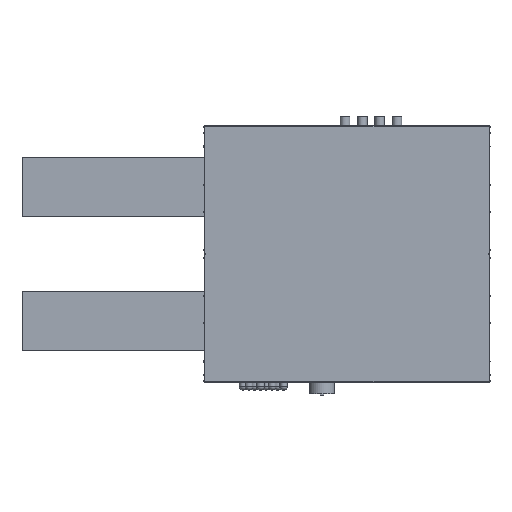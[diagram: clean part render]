
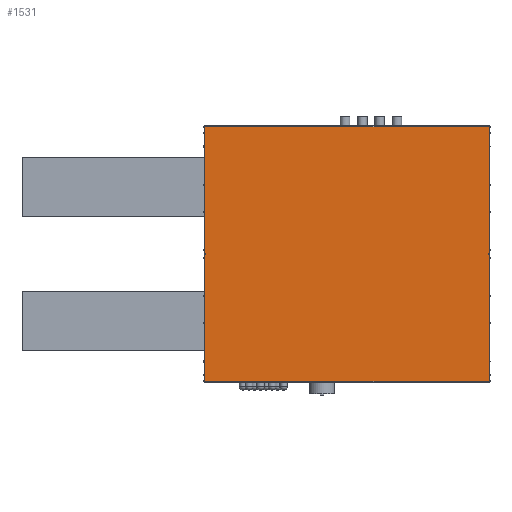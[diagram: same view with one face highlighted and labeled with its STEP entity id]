
A CAD part, front view. The second image highlights one B-rep face of the part: STEP entity #1531.
In plain terms, the highlighted planar face has unit normal (0, -1, 0).
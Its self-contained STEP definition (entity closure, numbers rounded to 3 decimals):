
#1108 = VERTEX_POINT ( 'NONE', #10278 ) ;
#1111 = EDGE_CURVE ( 'NONE', #1108, #1112, #10276, .T. ) ;
#1112 = VERTEX_POINT ( 'NONE', #10272 ) ;
#1285 = VERTEX_POINT ( 'NONE', #10537 ) ;
#1287 = EDGE_CURVE ( 'NONE', #1285, #1298, #10536, .T. ) ;
#1298 = VERTEX_POINT ( 'NONE', #10570 ) ;
#1511 = ORIENTED_EDGE ( 'NONE', *, *, #1287, .F. ) ;
#1512 = ORIENTED_EDGE ( 'NONE', *, *, #1513, .T. ) ;
#1513 = EDGE_CURVE ( 'NONE', #1285, #1514, #10901, .T. ) ;
#1514 = VERTEX_POINT ( 'NONE', #10897 ) ;
#1515 = ORIENTED_EDGE ( 'NONE', *, *, #1516, .T. ) ;
#1516 = EDGE_CURVE ( 'NONE', #1514, #1517, #10896, .T. ) ;
#1517 = VERTEX_POINT ( 'NONE', #10892 ) ;
#1518 = ORIENTED_EDGE ( 'NONE', *, *, #1519, .F. ) ;
#1519 = EDGE_CURVE ( 'NONE', #1520, #1517, #10952, .T. ) ;
#1520 = VERTEX_POINT ( 'NONE', #10948 ) ;
#1521 = ORIENTED_EDGE ( 'NONE', *, *, #1522, .F. ) ;
#1522 = EDGE_CURVE ( 'NONE', #1523, #1520, #10947, .T. ) ;
#1523 = VERTEX_POINT ( 'NONE', #10943 ) ;
#1524 = VERTEX_POINT ( 'NONE', #10942 ) ;
#1531 = ADVANCED_FACE ( 'NONE', ( #10932 ), #10930, .F. ) ;
#1532 = EDGE_LOOP ( 'NONE', ( #1533, #1537, #1511, #1512, #1515, #1518, #1521, #1583, #1585, #1587, #1588, #1589 ) ) ;
#1533 = ORIENTED_EDGE ( 'NONE', *, *, #1534, .T. ) ;
#1534 = EDGE_CURVE ( 'NONE', #1535, #1536, #10931, .T. ) ;
#1535 = VERTEX_POINT ( 'NONE', #10922 ) ;
#1536 = VERTEX_POINT ( 'NONE', #10921 ) ;
#1537 = ORIENTED_EDGE ( 'NONE', *, *, #1538, .T. ) ;
#1538 = EDGE_CURVE ( 'NONE', #1536, #1298, #10987, .T. ) ;
#1548 = EDGE_CURVE ( 'NONE', #1112, #1549, #10972, .T. ) ;
#1549 = VERTEX_POINT ( 'NONE', #10968 ) ;
#1583 = ORIENTED_EDGE ( 'NONE', *, *, #1584, .T. ) ;
#1584 = EDGE_CURVE ( 'NONE', #1523, #1524, #11036, .T. ) ;
#1585 = ORIENTED_EDGE ( 'NONE', *, *, #1586, .T. ) ;
#1586 = EDGE_CURVE ( 'NONE', #1524, #1549, #11032, .T. ) ;
#1587 = ORIENTED_EDGE ( 'NONE', *, *, #1548, .F. ) ;
#1588 = ORIENTED_EDGE ( 'NONE', *, *, #1111, .F. ) ;
#1589 = ORIENTED_EDGE ( 'NONE', *, *, #1590, .F. ) ;
#1590 = EDGE_CURVE ( 'NONE', #1535, #1108, #11028, .T. ) ;
#10272 = CARTESIAN_POINT ( 'NONE',  ( 370., 0., -330.5 ) ) ;
#10273 = DIRECTION ( 'NONE',  ( 0., 0., -1. ) ) ;
#10274 = VECTOR ( 'NONE', #10273, 1000. ) ;
#10275 = CARTESIAN_POINT ( 'NONE',  ( 370., 0., 330.5 ) ) ;
#10276 = LINE ( 'NONE', #10275, #10274 ) ;
#10278 = CARTESIAN_POINT ( 'NONE',  ( 370., 0., -1.5 ) ) ;
#10532 = DIRECTION ( 'NONE',  ( 0., 0., -1. ) ) ;
#10534 = VECTOR ( 'NONE', #10532, 1000. ) ;
#10535 = CARTESIAN_POINT ( 'NONE',  ( 370., 0., 330.5 ) ) ;
#10536 = LINE ( 'NONE', #10535, #10534 ) ;
#10537 = CARTESIAN_POINT ( 'NONE',  ( 370., 0., 330.5 ) ) ;
#10570 = CARTESIAN_POINT ( 'NONE',  ( 370., 0., 1.5 ) ) ;
#10892 = CARTESIAN_POINT ( 'NONE',  ( -370., 0., 1.5 ) ) ;
#10893 = DIRECTION ( 'NONE',  ( 0., 0., -1. ) ) ;
#10894 = VECTOR ( 'NONE', #10893, 1000. ) ;
#10895 = CARTESIAN_POINT ( 'NONE',  ( -370., 0., 330.5 ) ) ;
#10896 = LINE ( 'NONE', #10895, #10894 ) ;
#10897 = CARTESIAN_POINT ( 'NONE',  ( -370., 0., 330.5 ) ) ;
#10898 = DIRECTION ( 'NONE',  ( -1., 0., 0. ) ) ;
#10899 = VECTOR ( 'NONE', #10898, 1000. ) ;
#10900 = CARTESIAN_POINT ( 'NONE',  ( 1131.3, 0., 330.5 ) ) ;
#10901 = LINE ( 'NONE', #10900, #10899 ) ;
#10921 = CARTESIAN_POINT ( 'NONE',  ( 368.5, 0., 1.5 ) ) ;
#10922 = CARTESIAN_POINT ( 'NONE',  ( 368.5, 0., -1.5 ) ) ;
#10923 = DIRECTION ( 'NONE',  ( 0., 0., 1. ) ) ;
#10924 = VECTOR ( 'NONE', #10923, 1000. ) ;
#10925 = CARTESIAN_POINT ( 'NONE',  ( 368.5, 0., 1.5 ) ) ;
#10926 = DIRECTION ( 'NONE',  ( 0., 0., 1. ) ) ;
#10927 = DIRECTION ( 'NONE',  ( 0., 1., 0. ) ) ;
#10928 = CARTESIAN_POINT ( 'NONE',  ( 1131.3, 0., 330.5 ) ) ;
#10929 = AXIS2_PLACEMENT_3D ( 'NONE', #10928, #10927, #10926 ) ;
#10930 = PLANE ( 'NONE',  #10929 ) ;
#10931 = LINE ( 'NONE', #10925, #10924 ) ;
#10932 = FACE_OUTER_BOUND ( 'NONE', #1532, .T. ) ;
#10942 = CARTESIAN_POINT ( 'NONE',  ( -370., 0., -1.5 ) ) ;
#10943 = CARTESIAN_POINT ( 'NONE',  ( -368.5, 0., -1.5 ) ) ;
#10944 = DIRECTION ( 'NONE',  ( 0., 0., 1. ) ) ;
#10945 = VECTOR ( 'NONE', #10944, 1000. ) ;
#10946 = CARTESIAN_POINT ( 'NONE',  ( -368.5, 0., 1.5 ) ) ;
#10947 = LINE ( 'NONE', #10946, #10945 ) ;
#10948 = CARTESIAN_POINT ( 'NONE',  ( -368.5, 0., 1.5 ) ) ;
#10949 = DIRECTION ( 'NONE',  ( -1., 0., 0. ) ) ;
#10950 = VECTOR ( 'NONE', #10949, 1000. ) ;
#10951 = CARTESIAN_POINT ( 'NONE',  ( -342.821, 0., 1.5 ) ) ;
#10952 = LINE ( 'NONE', #10951, #10950 ) ;
#10968 = CARTESIAN_POINT ( 'NONE',  ( -370., 0., -330.5 ) ) ;
#10969 = DIRECTION ( 'NONE',  ( -1., 0., 0. ) ) ;
#10970 = VECTOR ( 'NONE', #10969, 1000. ) ;
#10971 = CARTESIAN_POINT ( 'NONE',  ( 1131.3, 0., -330.5 ) ) ;
#10972 = LINE ( 'NONE', #10971, #10970 ) ;
#10984 = DIRECTION ( 'NONE',  ( 1., 0., 0. ) ) ;
#10985 = VECTOR ( 'NONE', #10984, 1000. ) ;
#10986 = CARTESIAN_POINT ( 'NONE',  ( 342.821, 0., 1.5 ) ) ;
#10987 = LINE ( 'NONE', #10986, #10985 ) ;
#11025 = DIRECTION ( 'NONE',  ( 1., 0., 0. ) ) ;
#11026 = VECTOR ( 'NONE', #11025, 1000. ) ;
#11027 = CARTESIAN_POINT ( 'NONE',  ( 342.821, 0., -1.5 ) ) ;
#11028 = LINE ( 'NONE', #11027, #11026 ) ;
#11029 = DIRECTION ( 'NONE',  ( 0., 0., -1. ) ) ;
#11030 = VECTOR ( 'NONE', #11029, 1000. ) ;
#11031 = CARTESIAN_POINT ( 'NONE',  ( -370., 0., 330.5 ) ) ;
#11032 = LINE ( 'NONE', #11031, #11030 ) ;
#11033 = DIRECTION ( 'NONE',  ( -1., 0., 0. ) ) ;
#11034 = VECTOR ( 'NONE', #11033, 1000. ) ;
#11035 = CARTESIAN_POINT ( 'NONE',  ( -342.821, 0., -1.5 ) ) ;
#11036 = LINE ( 'NONE', #11035, #11034 ) ;
